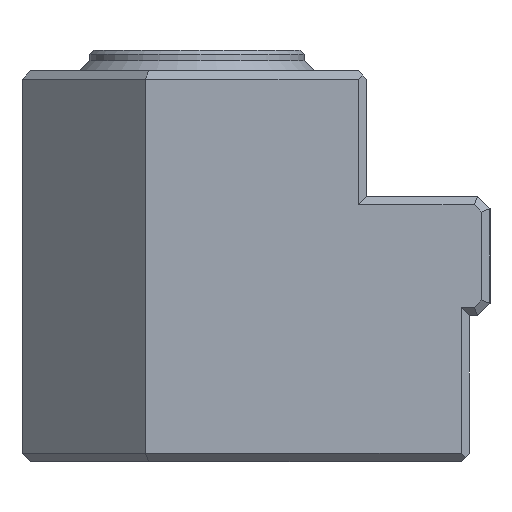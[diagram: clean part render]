
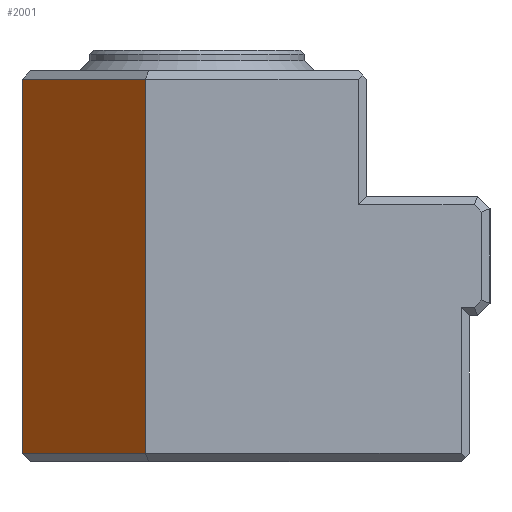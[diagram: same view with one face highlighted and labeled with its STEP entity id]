
A CAD part, left-side view. The second image highlights one B-rep face of the part: STEP entity #2001.
In plain terms, the highlighted planar face has unit normal (-0.707, 0.707, 0).
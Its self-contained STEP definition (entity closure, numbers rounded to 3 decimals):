
#756 = PLANE('',#757);
#757 = AXIS2_PLACEMENT_3D('',#758,#759,#760);
#758 = CARTESIAN_POINT('',(6.141,8.359,-9.3));
#759 = DIRECTION('',(-0.5,0.5,-0.707));
#760 = DIRECTION('',(0.707,0.707,0.)
  );
#1099 = VERTEX_POINT('',#1100);
#1100 = CARTESIAN_POINT('',(6.,8.5,-9.1));
#1159 = PLANE('',#1160);
#1160 = AXIS2_PLACEMENT_3D('',#1161,#1162,#1163);
#1161 = CARTESIAN_POINT('',(100.,8.5,-9.5));
#1162 = DIRECTION('',(0.,1.,0.));
#1163 = DIRECTION('',(0.,0.,1.));
#1175 = EDGE_CURVE('',#1099,#1176,#1178,.T.);
#1176 = VERTEX_POINT('',#1177);
#1177 = CARTESIAN_POINT('',(0.,2.5,-9.1));
#1178 = SURFACE_CURVE('',#1179,(#1183,#1190),.PCURVE_S1.);
#1179 = LINE('',#1180,#1181);
#1180 = CARTESIAN_POINT('',(6.,8.5,-9.1));
#1181 = VECTOR('',#1182,1.);
#1182 = DIRECTION('',(-0.707,-0.707,0.));
#1183 = PCURVE('',#756,#1184);
#1184 = DEFINITIONAL_REPRESENTATION('',(#1185),#1189);
#1185 = LINE('',#1186,#1187);
#1186 = CARTESIAN_POINT('',(-0.,-0.283));
#1187 = VECTOR('',#1188,1.);
#1188 = DIRECTION('',(-1.,0.));
#1189 = ( GEOMETRIC_REPRESENTATION_CONTEXT(2) 
PARAMETRIC_REPRESENTATION_CONTEXT() REPRESENTATION_CONTEXT('2D SPACE',''
  ) );
#1190 = PCURVE('',#1191,#1196);
#1191 = PLANE('',#1192);
#1192 = AXIS2_PLACEMENT_3D('',#1193,#1194,#1195);
#1193 = CARTESIAN_POINT('',(3.,5.5,-9.5));
#1194 = DIRECTION('',(0.707,-0.707,0.));
#1195 = DIRECTION('',(0.,0.,1.));
#1196 = DEFINITIONAL_REPRESENTATION('',(#1197),#1201);
#1197 = LINE('',#1198,#1199);
#1198 = CARTESIAN_POINT('',(0.4,-4.243));
#1199 = VECTOR('',#1200,1.);
#1200 = DIRECTION('',(0.,1.));
#1201 = ( GEOMETRIC_REPRESENTATION_CONTEXT(2) 
PARAMETRIC_REPRESENTATION_CONTEXT() REPRESENTATION_CONTEXT('2D SPACE',''
  ) );
#1298 = PLANE('',#1299);
#1299 = AXIS2_PLACEMENT_3D('',#1300,#1301,#1302);
#1300 = CARTESIAN_POINT('',(0.,-8.25,-9.5));
#1301 = DIRECTION('',(1.,0.,0.));
#1302 = DIRECTION('',(0.,0.,1.));
#1824 = EDGE_CURVE('',#1099,#1825,#1827,.T.);
#1825 = VERTEX_POINT('',#1826);
#1826 = CARTESIAN_POINT('',(6.,8.5,9.1));
#1827 = SURFACE_CURVE('',#1828,(#1832,#1839),.PCURVE_S1.);
#1828 = LINE('',#1829,#1830);
#1829 = CARTESIAN_POINT('',(6.,8.5,-9.5));
#1830 = VECTOR('',#1831,1.);
#1831 = DIRECTION('',(0.,0.,1.));
#1832 = PCURVE('',#1159,#1833);
#1833 = DEFINITIONAL_REPRESENTATION('',(#1834),#1838);
#1834 = LINE('',#1835,#1836);
#1835 = CARTESIAN_POINT('',(0.,-94.));
#1836 = VECTOR('',#1837,1.);
#1837 = DIRECTION('',(1.,0.));
#1838 = ( GEOMETRIC_REPRESENTATION_CONTEXT(2) 
PARAMETRIC_REPRESENTATION_CONTEXT() REPRESENTATION_CONTEXT('2D SPACE',''
  ) );
#1839 = PCURVE('',#1191,#1840);
#1840 = DEFINITIONAL_REPRESENTATION('',(#1841),#1845);
#1841 = LINE('',#1842,#1843);
#1842 = CARTESIAN_POINT('',(0.,-4.243));
#1843 = VECTOR('',#1844,1.);
#1844 = DIRECTION('',(1.,0.));
#1845 = ( GEOMETRIC_REPRESENTATION_CONTEXT(2) 
PARAMETRIC_REPRESENTATION_CONTEXT() REPRESENTATION_CONTEXT('2D SPACE',''
  ) );
#2001 = ADVANCED_FACE('',(#2002),#1191,.F.);
#2002 = FACE_BOUND('',#2003,.F.);
#2003 = EDGE_LOOP('',(#2004,#2005,#2033,#2054));
#2004 = ORIENTED_EDGE('',*,*,#1824,.T.);
#2005 = ORIENTED_EDGE('',*,*,#2006,.T.);
#2006 = EDGE_CURVE('',#1825,#2007,#2009,.T.);
#2007 = VERTEX_POINT('',#2008);
#2008 = CARTESIAN_POINT('',(0.,2.5,9.1));
#2009 = SURFACE_CURVE('',#2010,(#2014,#2021),.PCURVE_S1.);
#2010 = LINE('',#2011,#2012);
#2011 = CARTESIAN_POINT('',(6.,8.5,9.1));
#2012 = VECTOR('',#2013,1.);
#2013 = DIRECTION('',(-0.707,-0.707,0.));
#2014 = PCURVE('',#1191,#2015);
#2015 = DEFINITIONAL_REPRESENTATION('',(#2016),#2020);
#2016 = LINE('',#2017,#2018);
#2017 = CARTESIAN_POINT('',(18.6,-4.243));
#2018 = VECTOR('',#2019,1.);
#2019 = DIRECTION('',(0.,1.));
#2020 = ( GEOMETRIC_REPRESENTATION_CONTEXT(2) 
PARAMETRIC_REPRESENTATION_CONTEXT() REPRESENTATION_CONTEXT('2D SPACE',''
  ) );
#2021 = PCURVE('',#2022,#2027);
#2022 = PLANE('',#2023);
#2023 = AXIS2_PLACEMENT_3D('',#2024,#2025,#2026);
#2024 = CARTESIAN_POINT('',(6.141,8.359,9.3));
#2025 = DIRECTION('',(0.5,-0.5,-0.707));
#2026 = DIRECTION('',(0.707,0.707,0.)
  );
#2027 = DEFINITIONAL_REPRESENTATION('',(#2028),#2032);
#2028 = LINE('',#2029,#2030);
#2029 = CARTESIAN_POINT('',(-0.,-0.283));
#2030 = VECTOR('',#2031,1.);
#2031 = DIRECTION('',(-1.,0.));
#2032 = ( GEOMETRIC_REPRESENTATION_CONTEXT(2) 
PARAMETRIC_REPRESENTATION_CONTEXT() REPRESENTATION_CONTEXT('2D SPACE',''
  ) );
#2033 = ORIENTED_EDGE('',*,*,#2034,.F.);
#2034 = EDGE_CURVE('',#1176,#2007,#2035,.T.);
#2035 = SURFACE_CURVE('',#2036,(#2040,#2047),.PCURVE_S1.);
#2036 = LINE('',#2037,#2038);
#2037 = CARTESIAN_POINT('',(0.,2.5,-9.5));
#2038 = VECTOR('',#2039,1.);
#2039 = DIRECTION('',(0.,0.,1.));
#2040 = PCURVE('',#1191,#2041);
#2041 = DEFINITIONAL_REPRESENTATION('',(#2042),#2046);
#2042 = LINE('',#2043,#2044);
#2043 = CARTESIAN_POINT('',(0.,4.243));
#2044 = VECTOR('',#2045,1.);
#2045 = DIRECTION('',(1.,0.));
#2046 = ( GEOMETRIC_REPRESENTATION_CONTEXT(2) 
PARAMETRIC_REPRESENTATION_CONTEXT() REPRESENTATION_CONTEXT('2D SPACE',''
  ) );
#2047 = PCURVE('',#1298,#2048);
#2048 = DEFINITIONAL_REPRESENTATION('',(#2049),#2053);
#2049 = LINE('',#2050,#2051);
#2050 = CARTESIAN_POINT('',(0.,-10.75));
#2051 = VECTOR('',#2052,1.);
#2052 = DIRECTION('',(1.,0.));
#2053 = ( GEOMETRIC_REPRESENTATION_CONTEXT(2) 
PARAMETRIC_REPRESENTATION_CONTEXT() REPRESENTATION_CONTEXT('2D SPACE',''
  ) );
#2054 = ORIENTED_EDGE('',*,*,#1175,.F.);
